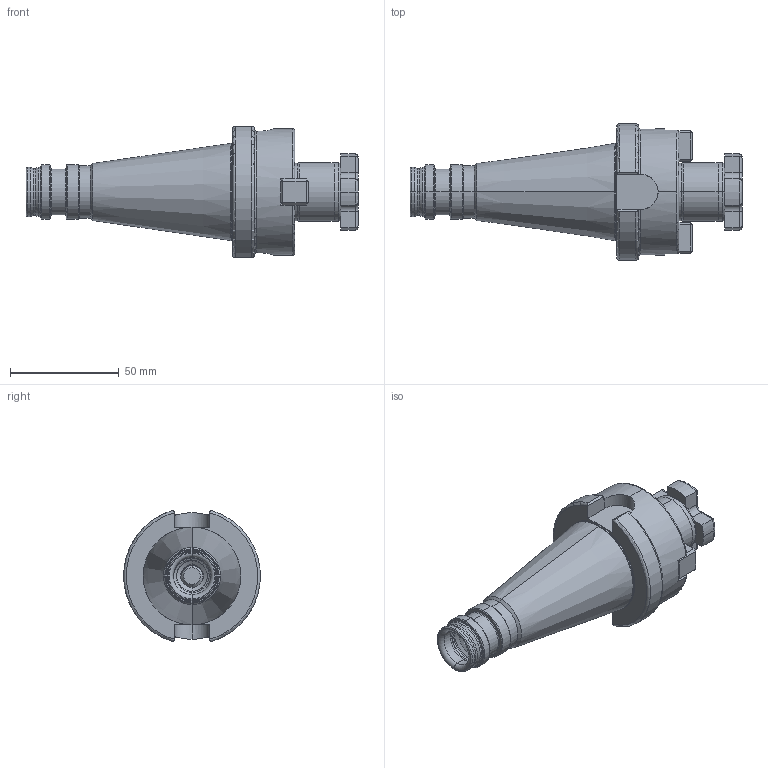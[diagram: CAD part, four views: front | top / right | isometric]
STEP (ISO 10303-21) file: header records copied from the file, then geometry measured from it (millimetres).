
FILE_DESCRIPTION (( 'STEP AP203' ), '1' );
FILE_NAME ('401.11.27.STEP', '2016-11-26T05:30:21', ( '' ), ( '' ), 'SwSTEP 2.0', 'SolidWorks 2012', '' );
FILE_SCHEMA (( 'CONFIG_CONTROL_DESIGN' ));
Products named in the file (5): 102.11.27_M4xP0.7-16L; 面銑刀墊塊27; 401.11.27; 十字螺絲FMB27
Assembly tree (6 placements, depth 2):
  401.11.27
    401.11.27
    十字螺絲FMB27
    面銑刀墊塊27  x2
    102.11.27_M4xP0.7-16L  x2
Bounding box: 152.4 x 62.57 x 60.15 mm (x, y, z)
Volume: 153088.5 mm3; surface area: 36635.3 mm2
Topology: 6 solids, 6 shells, 563 faces, 1430 edges, 886 vertices
Faces by surface type: cylinder 284, plane 137, torus 64, cone 55, bspline 23
Entity records: 28302 total; most frequent: CARTESIAN_POINT 17893, ORIENTED_EDGE 2306, DIRECTION 1884, EDGE_CURVE 1153, AXIS2_PLACEMENT_3D 723, VERTEX_POINT 718, EDGE_LOOP 463, ADVANCED_FACE 451
